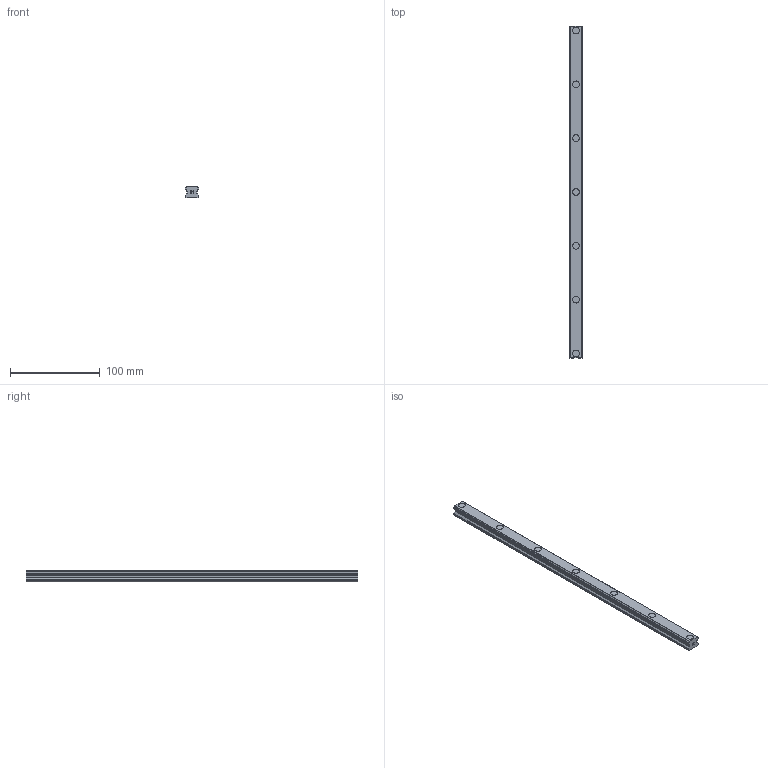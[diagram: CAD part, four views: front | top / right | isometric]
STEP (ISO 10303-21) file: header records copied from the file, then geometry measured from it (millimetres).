
FILE_DESCRIPTION(('STEP AP214'),'1');
FILE_NAME('cctmp_BC280BC1-B902-451F-9E1F-47AC708CCC89_2021_02_03_11_56_31_0385..stp','2021-02-03T10:56:31',('HIWIN GmbH'),('CADClick - www.CADClick.com'),'Spatial InterOp 3D',' ','unknown authorization');
FILE_SCHEMA(('AUTOMOTIVE_DESIGN'));
Length unit declared in the file: millimetre
Products named in the file (1): EGR15U370C_FILE
Bounding box: 15 x 370 x 12.5 mm (x, y, z)
Volume: 58673.1 mm3; surface area: 23042.6 mm2
Topology: 1 solids, 1 shells, 173 faces, 459 edges, 306 vertices
Faces by surface type: plane 113, cylinder 60
Entity records: 6809 total; most frequent: DIRECTION 955, CARTESIAN_POINT 939, ORIENTED_EDGE 918, EDGE_CURVE 459, AXIS2_PLACEMENT_3D 322, LINE 311, VECTOR 311, VERTEX_POINT 306
